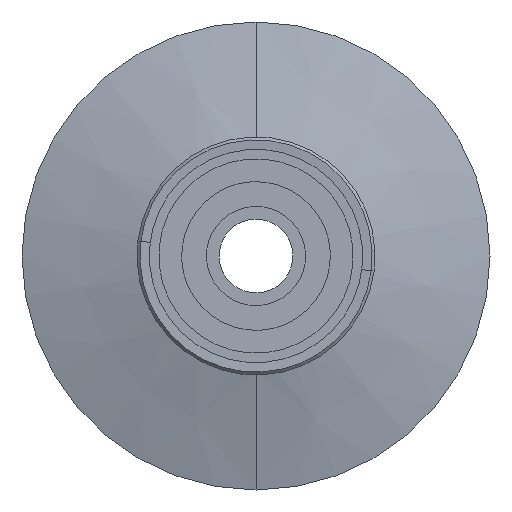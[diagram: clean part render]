
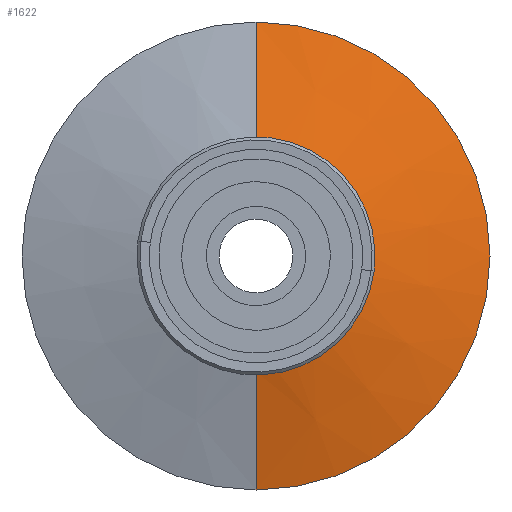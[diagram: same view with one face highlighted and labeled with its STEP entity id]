
A CAD part, front view. The second image highlights one B-rep face of the part: STEP entity #1622.
In plain terms, the highlighted conical face has half-angle 75 degrees and reference radius 14.986 mm.
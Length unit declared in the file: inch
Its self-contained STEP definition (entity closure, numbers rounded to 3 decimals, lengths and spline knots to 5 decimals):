
#11 = DIRECTION ( 'NONE',  ( 0., 0., -1. ) ) ;
#16 = CIRCLE ( 'NONE', #1416, 0.29144 ) ;
#57 = DIRECTION ( 'NONE',  ( 0., 0., -1. ) ) ;
#81 = DIRECTION ( 'NONE',  ( 0., 0.259, 0.966 ) ) ;
#115 = VERTEX_POINT ( 'NONE', #182 ) ;
#117 = DIRECTION ( 'NONE',  ( 0., 1., 0. ) ) ;
#145 = CONICAL_SURFACE ( 'NONE', #1038, 0.59, 1.309 ) ;
#167 = DIRECTION ( 'NONE',  ( 0., -1., 0. ) ) ;
#182 = CARTESIAN_POINT ( 'NONE',  ( 0., -0.17, -0.29144 ) ) ;
#200 = CARTESIAN_POINT ( 'NONE',  ( 0., -0.09, -0.59 ) ) ;
#210 = DIRECTION ( 'NONE',  ( 0., 0.259, -0.966 ) ) ;
#262 = CARTESIAN_POINT ( 'NONE',  ( 0., -0.09, -0.59 ) ) ;
#267 = DIRECTION ( 'NONE',  ( 0., 0., 1. ) ) ;
#336 = VECTOR ( 'NONE', #81, 39.37008 ) ;
#354 = LINE ( 'NONE', #1756, #336 ) ;
#383 = VERTEX_POINT ( 'NONE', #779 ) ;
#488 = EDGE_CURVE ( 'NONE', #774, #383, #1423, .T. ) ;
#575 = VECTOR ( 'NONE', #210, 39.37008 ) ;
#701 = CARTESIAN_POINT ( 'NONE',  ( 0., -0.09, 0. ) ) ;
#774 = VERTEX_POINT ( 'NONE', #262 ) ;
#779 = CARTESIAN_POINT ( 'NONE',  ( 0., -0.09, 0.59 ) ) ;
#824 = ORIENTED_EDGE ( 'NONE', *, *, #488, .T. ) ;
#884 = LINE ( 'NONE', #200, #575 ) ;
#956 = ORIENTED_EDGE ( 'NONE', *, *, #1311, .F. ) ;
#997 = CARTESIAN_POINT ( 'NONE',  ( 0., -0.17, 0.29144 ) ) ;
#1038 = AXIS2_PLACEMENT_3D ( 'NONE', #1213, #117, #267 ) ;
#1088 = FACE_OUTER_BOUND ( 'NONE', #1784, .T. ) ;
#1103 = AXIS2_PLACEMENT_3D ( 'NONE', #701, #167, #11 ) ;
#1187 = EDGE_CURVE ( 'NONE', #1447, #383, #354, .T. ) ;
#1213 = CARTESIAN_POINT ( 'NONE',  ( 0., -0.09, 0. ) ) ;
#1286 = DIRECTION ( 'NONE',  ( 0., -1., 0. ) ) ;
#1311 = EDGE_CURVE ( 'NONE', #115, #1447, #16, .T. ) ;
#1314 = ORIENTED_EDGE ( 'NONE', *, *, #1187, .F. ) ;
#1367 = ORIENTED_EDGE ( 'NONE', *, *, #1545, .T. ) ;
#1416 = AXIS2_PLACEMENT_3D ( 'NONE', #1569, #1286, #57 ) ;
#1423 = CIRCLE ( 'NONE', #1103, 0.59 ) ;
#1447 = VERTEX_POINT ( 'NONE', #997 ) ;
#1545 = EDGE_CURVE ( 'NONE', #115, #774, #884, .T. ) ;
#1569 = CARTESIAN_POINT ( 'NONE',  ( 0., -0.17, 0. ) ) ;
#1622 = ADVANCED_FACE ( 'NONE', ( #1088 ), #145, .T. ) ;
#1756 = CARTESIAN_POINT ( 'NONE',  ( 0., -0.09, 0.59 ) ) ;
#1784 = EDGE_LOOP ( 'NONE', ( #956, #1367, #824, #1314 ) ) ;
